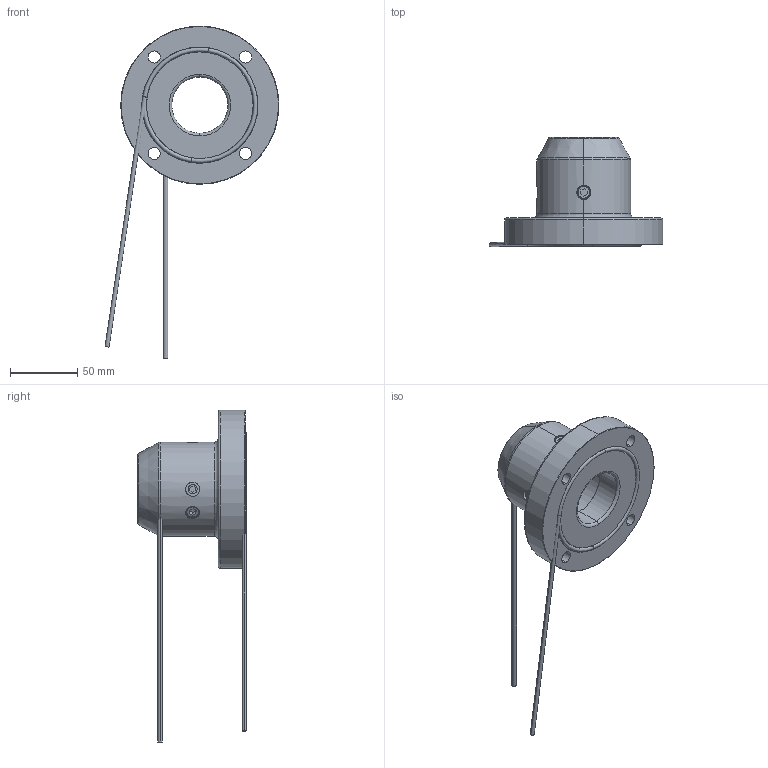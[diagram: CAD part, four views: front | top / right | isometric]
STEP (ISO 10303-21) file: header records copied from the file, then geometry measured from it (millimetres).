
FILE_DESCRIPTION (( 'STEP AP214' ), '1' );
FILE_NAME ('57017400.STEP', '2009-03-25T08:19:56', ( ' ' ), ( '' ), 'SwSTEP 2.0', 'SolidWorks 2008', '' );
FILE_SCHEMA (( 'AUTOMOTIVE_DESIGN' ));
Length unit declared in the file: millimetre
Products named in the file (6): 84151_Standard; 82164_Standard; 82389_Standard; 93658_Standard; 93659_Standard; 57017400
Assembly tree (7 placements, depth 2):
  57017400
    82389_Standard
    93658_Standard  x3
    93659_Standard
    82164_Standard
    84151_Standard
Bounding box: 129.65 x 81 x 247.4 mm (x, y, z)
Volume: 293686.2 mm3; surface area: 63162.7 mm2
Topology: 9 solids, 9 shells, 175 faces, 382 edges, 227 vertices
Faces by surface type: cylinder 60, plane 49, cone 48, torus 18
Entity records: 4723 total; most frequent: CARTESIAN_POINT 1202, DIRECTION 732, ORIENTED_EDGE 600, AXIS2_PLACEMENT_3D 303, EDGE_CURVE 300, VERTEX_POINT 181, EDGE_LOOP 167, CIRCLE 154
